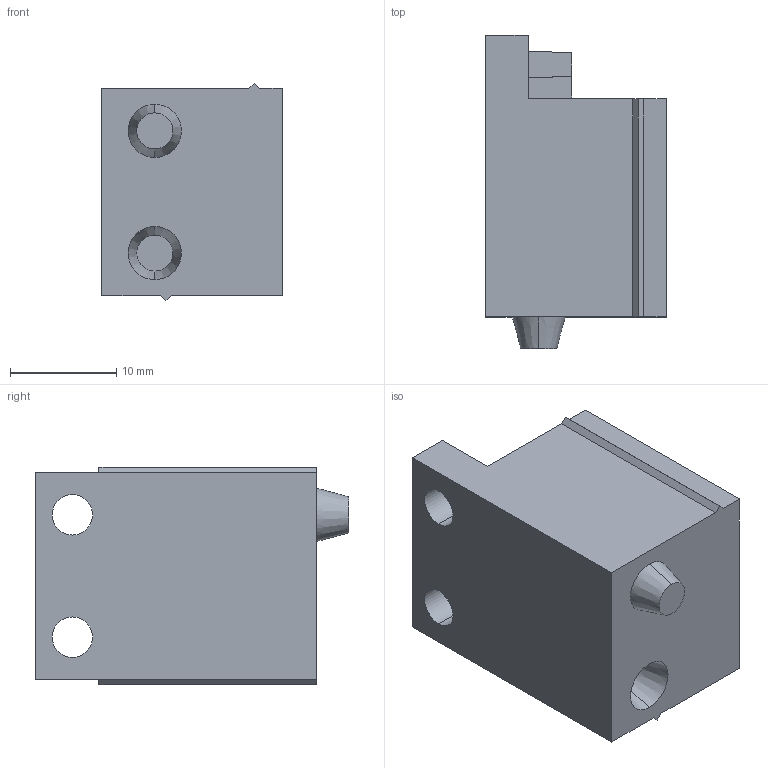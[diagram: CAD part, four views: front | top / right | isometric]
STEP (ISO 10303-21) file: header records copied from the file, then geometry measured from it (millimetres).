
FILE_DESCRIPTION(('SolidDesigner STEP Export'),'2;1');
FILE_NAME('0801715_CES_STPG_GY-select.stp','2012-03-07T13:09:26',(''),(''),'CoCreate Modeling STEP processor for AP214 (Solid Model)','CoCreate Modeling 16.00A 16-Aug-2008 (C) Parametric Technology GmbH','');
FILE_SCHEMA(('AUTOMOTIVE_DESIGN { 1 0 10303 214 1 1 1 1 }'));
Length unit declared in the file: millimetre
Products named in the file (2): 0801715_CES_STPG_GY-select
Assembly tree (1 placements, depth 2):
  0801715_CES_STPG_GY-select
    0801715_CES_STPG_GY-select
Bounding box: 17 x 29.5 x 20.5 mm (x, y, z)
Volume: 7264.4 mm3; surface area: 2628.8 mm2
Topology: 1 solids, 1 shells, 32 faces, 84 edges, 56 vertices
Faces by surface type: plane 24, cone 4, cylinder 4
Entity records: 1208 total; most frequent: ORIENTED_EDGE 168, CARTESIAN_POINT 160, DIRECTION 141, EDGE_CURVE 84, VECTOR 67, LINE 67, VERTEX_POINT 56, EDGE_LOOP 38
